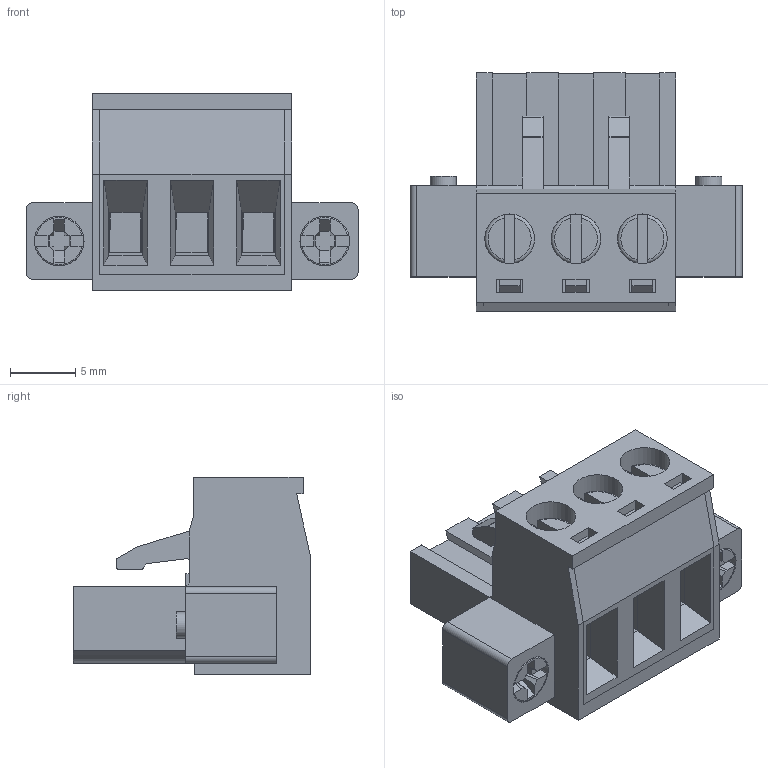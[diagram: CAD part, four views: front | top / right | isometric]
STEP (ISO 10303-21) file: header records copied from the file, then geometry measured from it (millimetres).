
FILE_DESCRIPTION( ( 'Unknown' ), '1' );
FILE_NAME( '691340500003.stp', 'Unknown', ( 'Unknown' ), ( 'Unknown' ), 'PSStep 18.0.17', 'Unknown', ' ' );
FILE_SCHEMA( ( 'AUTOMOTIVE_DESIGN { 1 0 10303 214 1 1 1 1 }' ) );
Length unit declared in the file: millimetre
Products named in the file (7): Assem1; 6913405000xx_CAGE; 6913405000xx_PIN; 6913405000xx_VIS; 6913405000xx_VIS flange; 691340500003; 691340500003_CAPOT
Assembly tree (13 placements, depth 2):
  Assem1
    6913405000xx_CAGE  x3
    6913405000xx_PIN  x3
    6913405000xx_VIS  x3
    6913405000xx_VIS flange  x2
    691340500003
    691340500003_CAPOT
Bounding box: 25.4 x 18.2 x 15.1 mm (x, y, z)
Volume: 2154.4 mm3; surface area: 5543 mm2
Topology: 13 solids, 13 shells, 813 faces, 2206 edges, 1443 vertices
Faces by surface type: plane 603, cylinder 187, torus 15, cone 8
Full cylindrical faces by diameter (mm): 1.5 x3, 2 x2, 2.2 x3, 2.4 x2, 2.5 x5, 2.9 x3, 2.95 x3, 3 x3, 3.8 x10
Entity records: 20828 total; most frequent: CARTESIAN_POINT 2987, ORIENTED_EDGE 2794, DIRECTION 2678, EDGE_CURVE 1397, LINE 1178, VECTOR 1178, VERTEX_POINT 927, AXIS2_PLACEMENT_3D 750
